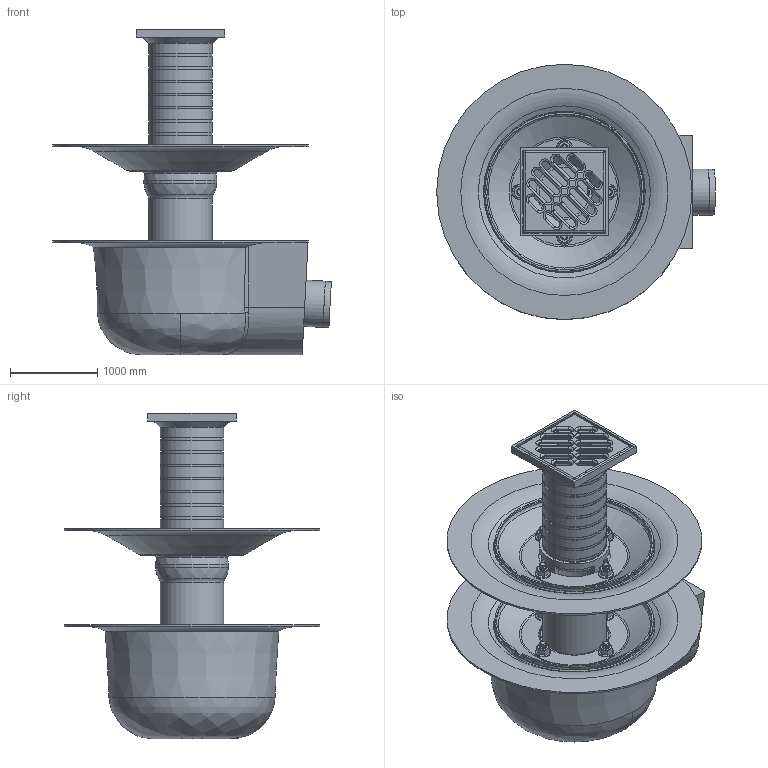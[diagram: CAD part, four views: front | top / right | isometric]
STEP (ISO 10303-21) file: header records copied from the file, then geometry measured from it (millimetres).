
FILE_DESCRIPTION(/* description */ (''),/* implementation_level */ '2;1');
FILE_NAME(/* name */ '19265.050X_3D.stp',/* time_stamp */ '2024-12-12T07:53:37+01:00',/* author */ ('CAD'),/* organization */ (''),/* preprocessor_version */ 'ST-DEVELOPER v20',/* originating_system */ 'AutoCAD Mechanical',/* authorisation */ '');
FILE_SCHEMA (('AUTOMOTIVE_DESIGN { 1 0 10303 214 3 1 1 }'));
Length unit declared in the file: centimetre
Products named in the file (1): Product
Bounding box: 3186.55 x 2920 x 3720 mm (x, y, z)
Volume: 3504373736.7 mm3; surface area: 96154315.8 mm2
Topology: 33 solids, 34 shells, 867 faces, 1918 edges, 1155 vertices
Faces by surface type: plane 266, cone 256, cylinder 227, torus 87, bspline 20, sphere 11
Full cylindrical faces by diameter (mm): 35 x2, 66.47 x8, 80 x8, 85 x2, 110 x8, 510 x1, 530 x3, 630 x2, 706 x1, 720 x8, 730 x11, 734 x1, 750 x2, 756 x3, 770 x1, 800 x1, 808 x3, 820 x2, 832 x2, 890 x2, 1170 x1, 1200 x3, 2920 x2
Entity records: 26214 total; most frequent: CARTESIAN_POINT 6676, DIRECTION 4322, ORIENTED_EDGE 3830, EDGE_CURVE 1916, AXIS2_PLACEMENT_3D 1784, VERTEX_POINT 1155, EDGE_LOOP 995, CIRCLE 925
